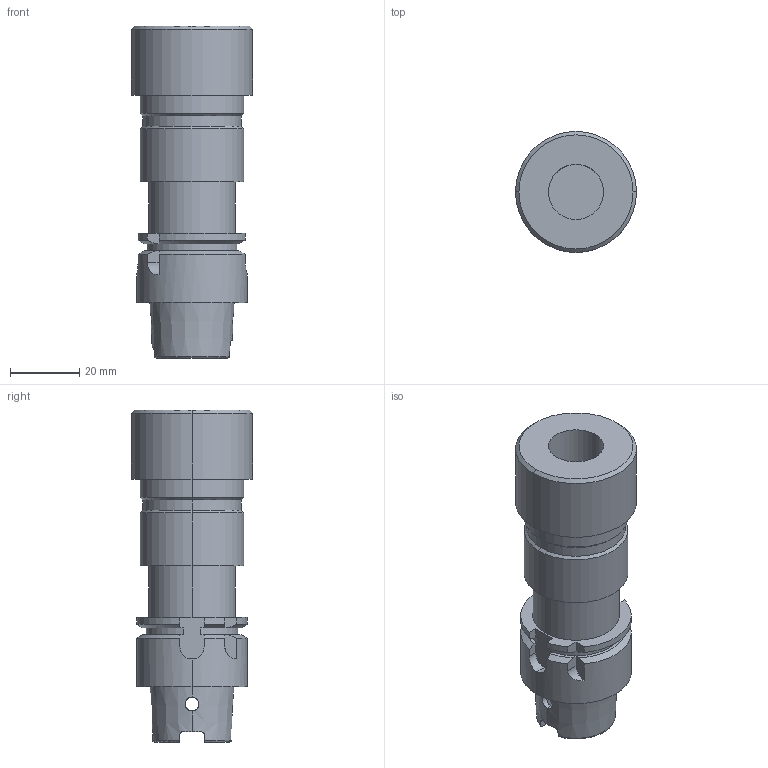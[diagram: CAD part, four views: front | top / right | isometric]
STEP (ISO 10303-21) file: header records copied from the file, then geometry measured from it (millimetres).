
FILE_DESCRIPTION (( 'STEP AP203' ), '1' );
FILE_NAME ('STP-31284.STEP', '2021-05-13T00:24:32', ( '' ), ( '' ), 'SwSTEP 2.0', 'SolidWorks 2017', '' );
FILE_SCHEMA (( 'CONFIG_CONTROL_DESIGN' ));
Length unit declared in the file: millimetre
Products named in the file (1): STP-31284
Bounding box: 35 x 35 x 96 mm (x, y, z)
Volume: 52092.4 mm3; surface area: 14996.2 mm2
Topology: 1 solids, 1 shells, 99 faces, 256 edges, 161 vertices
Faces by surface type: cylinder 39, plane 34, cone 20, torus 6
Entity records: 3461 total; most frequent: CARTESIAN_POINT 982, ORIENTED_EDGE 512, DIRECTION 498, EDGE_CURVE 256, AXIS2_PLACEMENT_3D 191, VERTEX_POINT 161, VECTOR 116, LINE 116
